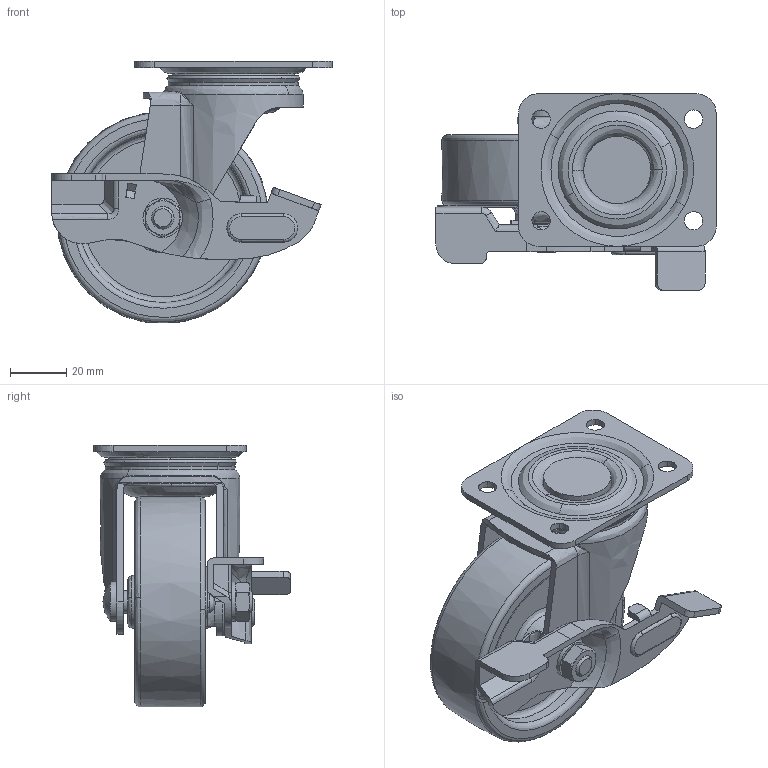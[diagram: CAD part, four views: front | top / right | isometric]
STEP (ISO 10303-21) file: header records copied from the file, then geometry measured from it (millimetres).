
FILE_DESCRIPTION((''),'2;1');
FILE_NAME('','2011-04-26T14:53:34',(''),(''),'','CADfix','');
FILE_SCHEMA(('AUTOMOTIVE_DESIGN { 1 0 10303 214 1 1 1 1 }'));
Length unit declared in the file: millimetre
Bounding box: 99.28 x 69.51 x 92.72 mm (x, y, z)
Volume: 122209.3 mm3; surface area: 52530.4 mm2
Topology: 7 solids, 7 shells, 347 faces, 1138 edges, 824 vertices
Faces by surface type: bspline 347
Entity records: 25630 total; most frequent: CARTESIAN_POINT 18934, ORIENTED_EDGE 2272, EDGE_CURVE 1136, VERTEX_POINT 824, B_SPLINE_CURVE_WITH_KNOTS 747, EDGE_LOOP 390, QUASI_UNIFORM_CURVE 347, FACE_OUTER_BOUND 347
